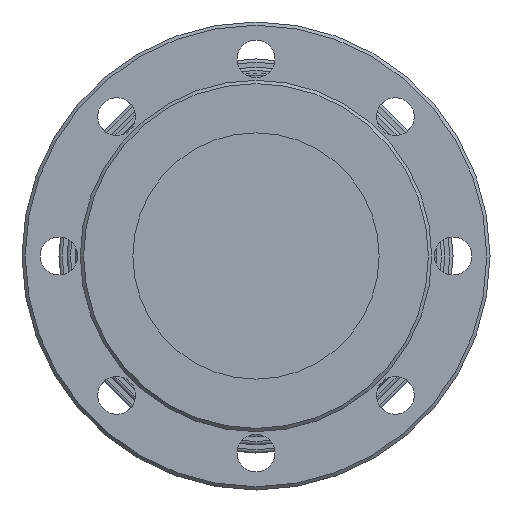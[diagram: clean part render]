
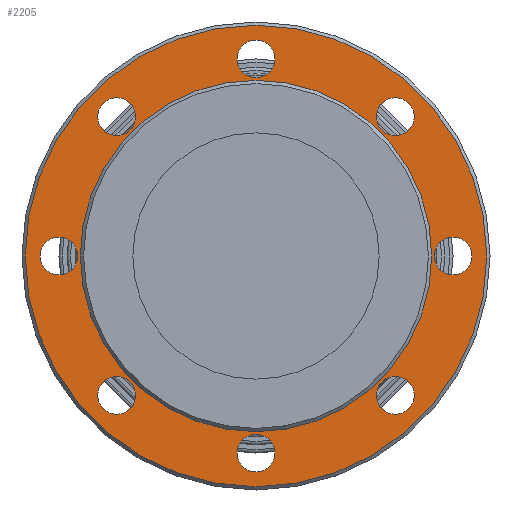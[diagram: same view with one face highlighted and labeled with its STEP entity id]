
A CAD part, front view. The second image highlights one B-rep face of the part: STEP entity #2205.
In plain terms, the highlighted planar face has unit normal (0, -1, 0).
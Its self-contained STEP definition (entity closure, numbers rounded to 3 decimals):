
#101=FACE_BOUND('',#700,.T.);
#102=FACE_BOUND('',#701,.T.);
#103=FACE_BOUND('',#702,.T.);
#104=FACE_BOUND('',#703,.T.);
#105=FACE_BOUND('',#704,.T.);
#106=FACE_BOUND('',#705,.T.);
#107=FACE_BOUND('',#706,.T.);
#108=FACE_BOUND('',#707,.T.);
#109=FACE_BOUND('',#708,.T.);
#547=FACE_OUTER_BOUND('',#699,.T.);
#699=EDGE_LOOP('',(#1842));
#700=EDGE_LOOP('',(#1843));
#701=EDGE_LOOP('',(#1844));
#702=EDGE_LOOP('',(#1845));
#703=EDGE_LOOP('',(#1846));
#704=EDGE_LOOP('',(#1847));
#705=EDGE_LOOP('',(#1848));
#706=EDGE_LOOP('',(#1849));
#707=EDGE_LOOP('',(#1850));
#708=EDGE_LOOP('',(#1851));
#834=CIRCLE('',#2477,140.5);
#835=CIRCLE('',#2479,107.);
#836=CIRCLE('',#2480,11.5);
#837=CIRCLE('',#2481,11.5);
#838=CIRCLE('',#2482,11.5);
#839=CIRCLE('',#2483,11.5);
#840=CIRCLE('',#2484,11.5);
#841=CIRCLE('',#2485,11.5);
#842=CIRCLE('',#2486,11.5);
#843=CIRCLE('',#2487,11.5);
#1027=VERTEX_POINT('',#4364);
#1028=VERTEX_POINT('',#4368);
#1029=VERTEX_POINT('',#4370);
#1030=VERTEX_POINT('',#4372);
#1031=VERTEX_POINT('',#4374);
#1032=VERTEX_POINT('',#4376);
#1033=VERTEX_POINT('',#4378);
#1034=VERTEX_POINT('',#4380);
#1035=VERTEX_POINT('',#4382);
#1036=VERTEX_POINT('',#4384);
#1307=EDGE_CURVE('',#1027,#1027,#834,.T.);
#1308=EDGE_CURVE('',#1028,#1028,#835,.T.);
#1309=EDGE_CURVE('',#1029,#1029,#836,.T.);
#1310=EDGE_CURVE('',#1030,#1030,#837,.T.);
#1311=EDGE_CURVE('',#1031,#1031,#838,.T.);
#1312=EDGE_CURVE('',#1032,#1032,#839,.T.);
#1313=EDGE_CURVE('',#1033,#1033,#840,.T.);
#1314=EDGE_CURVE('',#1034,#1034,#841,.T.);
#1315=EDGE_CURVE('',#1035,#1035,#842,.T.);
#1316=EDGE_CURVE('',#1036,#1036,#843,.T.);
#1842=ORIENTED_EDGE('',*,*,#1307,.F.);
#1843=ORIENTED_EDGE('',*,*,#1308,.F.);
#1844=ORIENTED_EDGE('',*,*,#1309,.F.);
#1845=ORIENTED_EDGE('',*,*,#1310,.F.);
#1846=ORIENTED_EDGE('',*,*,#1311,.F.);
#1847=ORIENTED_EDGE('',*,*,#1312,.F.);
#1848=ORIENTED_EDGE('',*,*,#1313,.F.);
#1849=ORIENTED_EDGE('',*,*,#1314,.F.);
#1850=ORIENTED_EDGE('',*,*,#1315,.F.);
#1851=ORIENTED_EDGE('',*,*,#1316,.F.);
#2061=PLANE('',#2478);
#2205=ADVANCED_FACE('',(#547,#101,#102,#103,#104,#105,#106,#107,#108,#109),
#2061,.F.);
#2477=AXIS2_PLACEMENT_3D('',#4366,#2966,#2967);
#2478=AXIS2_PLACEMENT_3D('',#4367,#2968,#2969);
#2479=AXIS2_PLACEMENT_3D('',#4369,#2970,#2971);
#2480=AXIS2_PLACEMENT_3D('',#4371,#2972,#2973);
#2481=AXIS2_PLACEMENT_3D('',#4373,#2974,#2975);
#2482=AXIS2_PLACEMENT_3D('',#4375,#2976,#2977);
#2483=AXIS2_PLACEMENT_3D('',#4377,#2978,#2979);
#2484=AXIS2_PLACEMENT_3D('',#4379,#2980,#2981);
#2485=AXIS2_PLACEMENT_3D('',#4381,#2982,#2983);
#2486=AXIS2_PLACEMENT_3D('',#4383,#2984,#2985);
#2487=AXIS2_PLACEMENT_3D('',#4385,#2986,#2987);
#2966=DIRECTION('center_axis',(0.,1.,0.));
#2967=DIRECTION('ref_axis',(-1.,0.,0.));
#2968=DIRECTION('center_axis',(0.,1.,0.));
#2969=DIRECTION('ref_axis',(0.,0.,1.));
#2970=DIRECTION('center_axis',(0.,-1.,0.));
#2971=DIRECTION('ref_axis',(1.,0.,0.));
#2972=DIRECTION('center_axis',(0.,-1.,0.));
#2973=DIRECTION('ref_axis',(-1.,0.,0.));
#2974=DIRECTION('center_axis',(0.,-1.,0.));
#2975=DIRECTION('ref_axis',(-1.,0.,0.));
#2976=DIRECTION('center_axis',(0.,-1.,0.));
#2977=DIRECTION('ref_axis',(-1.,0.,0.));
#2978=DIRECTION('center_axis',(0.,-1.,0.));
#2979=DIRECTION('ref_axis',(-1.,0.,0.));
#2980=DIRECTION('center_axis',(0.,-1.,0.));
#2981=DIRECTION('ref_axis',(-1.,0.,0.));
#2982=DIRECTION('center_axis',(0.,-1.,0.));
#2983=DIRECTION('ref_axis',(-1.,0.,0.));
#2984=DIRECTION('center_axis',(0.,-1.,0.));
#2985=DIRECTION('ref_axis',(-1.,0.,0.));
#2986=DIRECTION('center_axis',(0.,-1.,0.));
#2987=DIRECTION('ref_axis',(-1.,0.,0.));
#4364=CARTESIAN_POINT('',(140.5,2.,0.));
#4366=CARTESIAN_POINT('Origin',(0.,2.,0.));
#4367=CARTESIAN_POINT('Origin',(0.,2.,0.));
#4368=CARTESIAN_POINT('',(-107.,2.,0.));
#4369=CARTESIAN_POINT('Origin',(0.,2.,0.));
#4370=CARTESIAN_POINT('',(-73.353,2.,84.853));
#4371=CARTESIAN_POINT('Origin',(-84.853,2.,84.853));
#4372=CARTESIAN_POINT('',(-108.5,2.,0.));
#4373=CARTESIAN_POINT('Origin',(-120.,2.,0.));
#4374=CARTESIAN_POINT('',(-73.353,2.,-84.853));
#4375=CARTESIAN_POINT('Origin',(-84.853,2.,-84.853));
#4376=CARTESIAN_POINT('',(11.5,2.,-120.));
#4377=CARTESIAN_POINT('Origin',(0.,2.,-120.));
#4378=CARTESIAN_POINT('',(96.353,2.,-84.853));
#4379=CARTESIAN_POINT('Origin',(84.853,2.,-84.853));
#4380=CARTESIAN_POINT('',(131.5,2.,0.));
#4381=CARTESIAN_POINT('Origin',(120.,2.,0.));
#4382=CARTESIAN_POINT('',(96.353,2.,84.853));
#4383=CARTESIAN_POINT('Origin',(84.853,2.,84.853));
#4384=CARTESIAN_POINT('',(11.5,2.,120.));
#4385=CARTESIAN_POINT('Origin',(0.,2.,120.));
